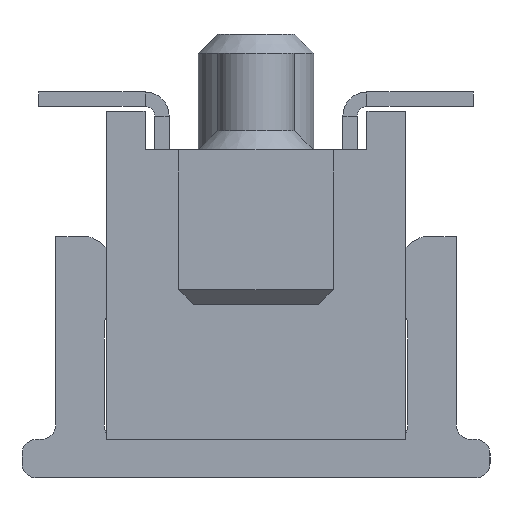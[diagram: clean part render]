
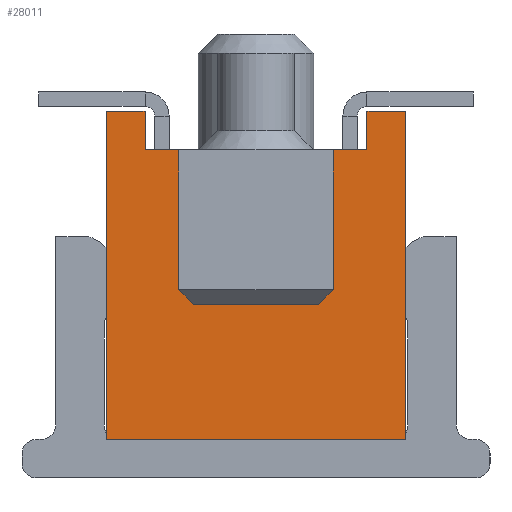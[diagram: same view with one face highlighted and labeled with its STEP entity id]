
A CAD part, left-side view. The second image highlights one B-rep face of the part: STEP entity #28011.
In plain terms, the highlighted planar face has unit normal (-1, 0, 0).
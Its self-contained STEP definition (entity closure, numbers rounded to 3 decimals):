
#4226=FACE_OUTER_BOUND('',#5729,.T.);
#5729=EDGE_LOOP('',(#24975,#24976,#24977,#24978,#24979,#24980,#24981,#24982,
#24983,#24984,#24985,#24986,#24987,#24988));
#8517=LINE('',#45896,#11418);
#8520=LINE('',#45901,#11421);
#8522=LINE('',#45905,#11423);
#8524=LINE('',#45910,#11425);
#8526=LINE('',#45914,#11427);
#8530=LINE('',#45921,#11431);
#8558=LINE('',#45969,#11459);
#8594=LINE('',#46039,#11495);
#8595=LINE('',#46041,#11496);
#8596=LINE('',#46044,#11497);
#8597=LINE('',#46046,#11498);
#8598=LINE('',#46048,#11499);
#8599=LINE('',#46050,#11500);
#8600=LINE('',#46051,#11501);
#11418=VECTOR('',#37522,1.);
#11421=VECTOR('',#37527,1.);
#11423=VECTOR('',#37531,1.);
#11425=VECTOR('',#37535,1.);
#11427=VECTOR('',#37539,1.);
#11431=VECTOR('',#37543,1.);
#11459=VECTOR('',#37575,1.);
#11495=VECTOR('',#37613,1.);
#11496=VECTOR('',#37616,1.);
#11497=VECTOR('',#37619,1.);
#11498=VECTOR('',#37620,1.);
#11499=VECTOR('',#37621,1.);
#11500=VECTOR('',#37622,1.);
#11501=VECTOR('',#37623,1.);
#13895=VERTEX_POINT('',#45893);
#13896=VERTEX_POINT('',#45895);
#13897=VERTEX_POINT('',#45899);
#13898=VERTEX_POINT('',#45903);
#13899=VERTEX_POINT('',#45907);
#13900=VERTEX_POINT('',#45909);
#13901=VERTEX_POINT('',#45913);
#13904=VERTEX_POINT('',#45919);
#13922=VERTEX_POINT('',#45967);
#13955=VERTEX_POINT('',#46037);
#13956=VERTEX_POINT('',#46043);
#13957=VERTEX_POINT('',#46045);
#13958=VERTEX_POINT('',#46047);
#13959=VERTEX_POINT('',#46049);
#17627=EDGE_CURVE('',#13896,#13895,#8517,.T.);
#17630=EDGE_CURVE('',#13895,#13897,#8520,.T.);
#17632=EDGE_CURVE('',#13898,#13897,#8522,.T.);
#17634=EDGE_CURVE('',#13899,#13900,#8524,.T.);
#17636=EDGE_CURVE('',#13896,#13901,#8526,.T.);
#17640=EDGE_CURVE('',#13904,#13899,#8530,.T.);
#17669=EDGE_CURVE('',#13922,#13898,#8558,.T.);
#17705=EDGE_CURVE('',#13922,#13955,#8594,.T.);
#17706=EDGE_CURVE('',#13955,#13900,#8595,.T.);
#17707=EDGE_CURVE('',#13901,#13956,#8596,.T.);
#17708=EDGE_CURVE('',#13904,#13957,#8597,.T.);
#17709=EDGE_CURVE('',#13957,#13958,#8598,.T.);
#17710=EDGE_CURVE('',#13959,#13958,#8599,.T.);
#17711=EDGE_CURVE('',#13959,#13956,#8600,.T.);
#24975=ORIENTED_EDGE('',*,*,#17707,.F.);
#24976=ORIENTED_EDGE('',*,*,#17636,.F.);
#24977=ORIENTED_EDGE('',*,*,#17627,.T.);
#24978=ORIENTED_EDGE('',*,*,#17630,.T.);
#24979=ORIENTED_EDGE('',*,*,#17632,.F.);
#24980=ORIENTED_EDGE('',*,*,#17669,.F.);
#24981=ORIENTED_EDGE('',*,*,#17705,.T.);
#24982=ORIENTED_EDGE('',*,*,#17706,.T.);
#24983=ORIENTED_EDGE('',*,*,#17634,.F.);
#24984=ORIENTED_EDGE('',*,*,#17640,.F.);
#24985=ORIENTED_EDGE('',*,*,#17708,.T.);
#24986=ORIENTED_EDGE('',*,*,#17709,.T.);
#24987=ORIENTED_EDGE('',*,*,#17710,.F.);
#24988=ORIENTED_EDGE('',*,*,#17711,.T.);
#26557=PLANE('',#30393);
#28011=ADVANCED_FACE('',(#4226),#26557,.T.);
#30393=AXIS2_PLACEMENT_3D('',#46042,#37617,#37618);
#37522=DIRECTION('',(0.,0.,1.));
#37527=DIRECTION('',(0.,1.,0.));
#37531=DIRECTION('',(0.,0.,1.));
#37535=DIRECTION('',(0.,0.,1.));
#37539=DIRECTION('',(0.,-1.,0.));
#37543=DIRECTION('',(0.,-1.,0.));
#37575=DIRECTION('',(0.,1.,0.));
#37613=DIRECTION('',(0.,0.,1.));
#37616=DIRECTION('',(0.,1.,0.));
#37617=DIRECTION('center_axis',(-1.,0.,0.));
#37618=DIRECTION('ref_axis',(0.,0.,
1.));
#37619=DIRECTION('',(0.,0.,-1.));
#37620=DIRECTION('',(0.,0.,-1.));
#37621=DIRECTION('',(0.,0.707,-0.707));
#37622=DIRECTION('',(0.,-1.,0.));
#37623=DIRECTION('',(0.,0.707,0.707));
#45893=CARTESIAN_POINT('',(-38.183,-3.81,10.11));
#45895=CARTESIAN_POINT('',(-38.183,-3.81,9.71));
#45896=CARTESIAN_POINT('',(-38.183,-3.81,9.71));
#45899=CARTESIAN_POINT('',(-38.183,-3.41,10.11));
#45901=CARTESIAN_POINT('',(-38.183,-3.81,10.11));
#45903=CARTESIAN_POINT('',(-38.183,-3.41,6.71));
#45905=CARTESIAN_POINT('',(-38.183,-3.41,6.71));
#45907=CARTESIAN_POINT('',(-38.183,-6.11,9.71));
#45909=CARTESIAN_POINT('',(-38.183,-6.11,10.11));
#45910=CARTESIAN_POINT('',(-38.183,-6.11,9.71));
#45913=CARTESIAN_POINT('',(-38.183,-4.16,9.71));
#45914=CARTESIAN_POINT('',(-38.183,-3.81,9.71));
#45919=CARTESIAN_POINT('',(-38.183,-5.76,9.71));
#45921=CARTESIAN_POINT('',(-38.183,-5.76,9.71));
#45967=CARTESIAN_POINT('',(-38.183,-6.51,6.71));
#45969=CARTESIAN_POINT('',(-38.183,-6.51,6.71));
#46037=CARTESIAN_POINT('',(-38.183,-6.51,10.11));
#46039=CARTESIAN_POINT('',(-38.183,-6.51,6.71));
#46041=CARTESIAN_POINT('',(-38.183,-6.51,10.11));
#46042=CARTESIAN_POINT('Origin',(-38.183,-3.41,10.11));
#46043=CARTESIAN_POINT('',(-38.183,-4.16,8.26));
#46044=CARTESIAN_POINT('',(-38.183,-4.16,9.71));
#46045=CARTESIAN_POINT('',(-38.183,-5.76,8.26));
#46046=CARTESIAN_POINT('',(-38.183,-5.76,9.71));
#46047=CARTESIAN_POINT('',(-38.183,-5.61,8.11));
#46048=CARTESIAN_POINT('',(-38.183,-5.76,8.26));
#46049=CARTESIAN_POINT('',(-38.183,-4.31,8.11));
#46050=CARTESIAN_POINT('',(-38.183,-4.31,8.11));
#46051=CARTESIAN_POINT('',(-38.183,-4.31,8.11));
